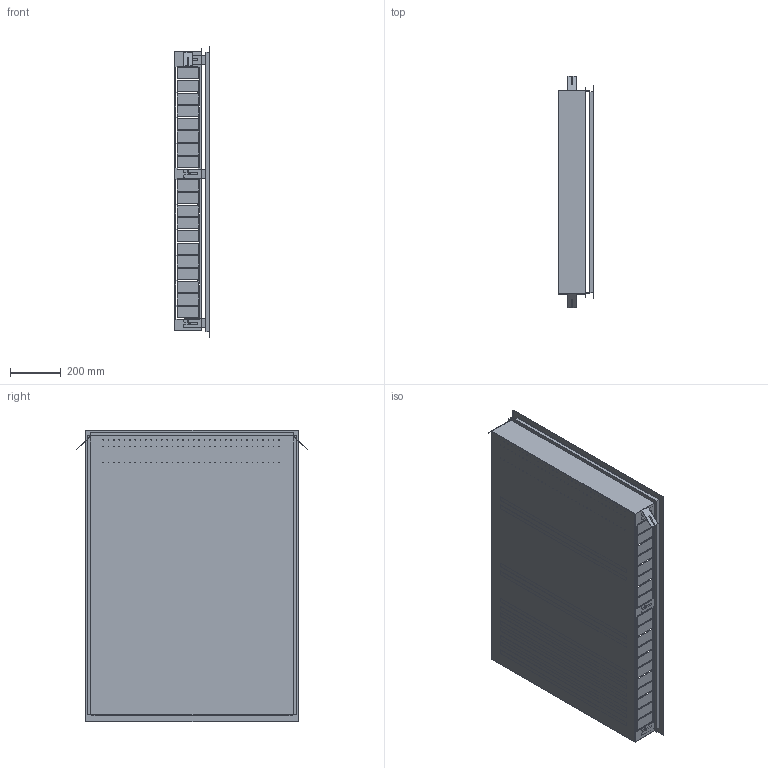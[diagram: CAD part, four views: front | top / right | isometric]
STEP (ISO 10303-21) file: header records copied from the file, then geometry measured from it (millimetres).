
FILE_DESCRIPTION(('CATIA V5 STEP Exchange','CAx-IF Rec.Pracs.--- Model Styling and Organization---1.4--- 2014-01-23','CAx-IF Rec.Pracs.---3D Tessellated Data Validation Properties---0.5---2014-09-14'),'2;1');
FILE_NAME('STEP_790008_-_TST.stp','2021-10-26T06:51:04+00:00',('none'),('none'),'CATIA Version 5-6 Release 2019 SP3','CATIA V5 STEP AP242 v1','none');
FILE_SCHEMA(('AP242_MANAGED_MODEL_BASED_3D_ENGINEERING_MIM_LF {1 0 10303 442 1 1 4}'));
Length unit declared in the file: millimetre
Products named in the file (1): 790008 - TST
Bounding box: 141.2 x 912.31 x 1150 mm (x, y, z)
Volume: 1694623.4 mm3; surface area: 3076851.8 mm2
Topology: 2 solids, 2 shells, 879 faces, 2611 edges, 1748 vertices
Faces by surface type: plane 552, cylinder 327
Entity records: 27891 total; most frequent: ORIENTED_EDGE 5222, CARTESIAN_POINT 4898, DIRECTION 3369, EDGE_CURVE 2611, VECTOR 1973, LINE 1973, VERTEX_POINT 1748, EDGE_LOOP 1205
